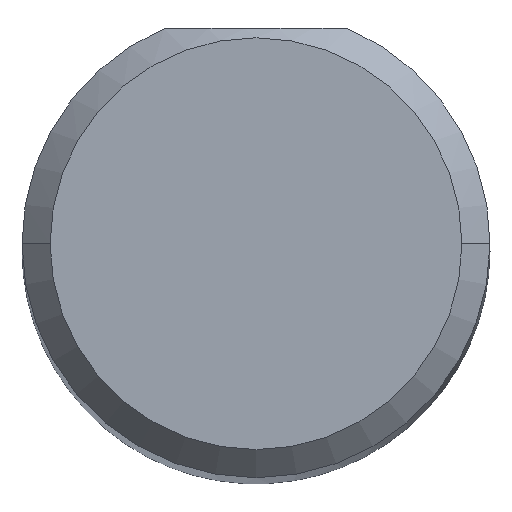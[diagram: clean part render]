
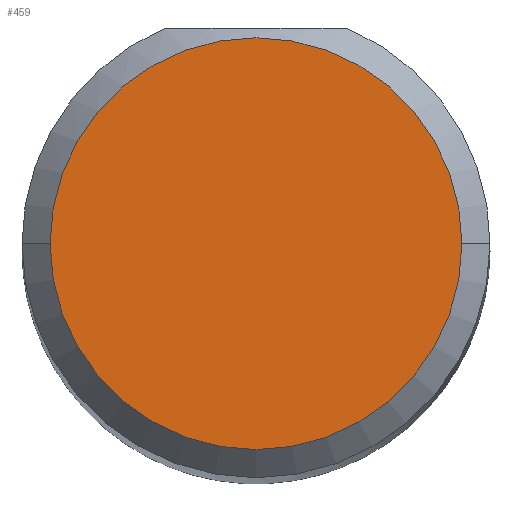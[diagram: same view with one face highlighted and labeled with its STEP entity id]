
A CAD part, top view. The second image highlights one B-rep face of the part: STEP entity #459.
In plain terms, the highlighted planar face has unit normal (0, 0, 1).
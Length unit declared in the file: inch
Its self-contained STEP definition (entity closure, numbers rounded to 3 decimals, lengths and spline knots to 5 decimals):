
#7 = DIRECTION ( 'NONE',  ( 0., 0., 1. ) ) ;
#30 = ORIENTED_EDGE ( 'NONE', *, *, #624, .T. ) ;
#35 = DIRECTION ( 'NONE',  ( 0., 0., 1. ) ) ;
#43 = EDGE_LOOP ( 'NONE', ( #560, #30 ) ) ;
#69 = CARTESIAN_POINT ( 'NONE',  ( 0.11, 0., 2.5 ) ) ;
#74 = CIRCLE ( 'NONE', #654, 0.11 ) ;
#84 = DIRECTION ( 'NONE',  ( 1., 0., 0. ) ) ;
#104 = DIRECTION ( 'NONE',  ( 0., 0., 1. ) ) ;
#129 = CIRCLE ( 'NONE', #478, 0.11 ) ;
#158 = CARTESIAN_POINT ( 'NONE',  ( 0., 0., 2.5 ) ) ;
#169 = CARTESIAN_POINT ( 'NONE',  ( -0.11, 0., 2.5 ) ) ;
#177 = AXIS2_PLACEMENT_3D ( 'NONE', #237, #35, #84 ) ;
#200 = PLANE ( 'NONE',  #177 ) ;
#213 = EDGE_CURVE ( 'NONE', #351, #270, #74, .T. ) ;
#237 = CARTESIAN_POINT ( 'NONE',  ( 0., 0., 2.5 ) ) ;
#270 = VERTEX_POINT ( 'NONE', #69 ) ;
#351 = VERTEX_POINT ( 'NONE', #169 ) ;
#364 = FACE_OUTER_BOUND ( 'NONE', #43, .T. ) ;
#427 = CARTESIAN_POINT ( 'NONE',  ( 0., 0., 2.5 ) ) ;
#459 = ADVANCED_FACE ( 'NONE', ( #364 ), #200, .T. ) ;
#478 = AXIS2_PLACEMENT_3D ( 'NONE', #158, #7, #518 ) ;
#518 = DIRECTION ( 'NONE',  ( 1., 0., 0. ) ) ;
#560 = ORIENTED_EDGE ( 'NONE', *, *, #213, .T. ) ;
#624 = EDGE_CURVE ( 'NONE', #270, #351, #129, .T. ) ;
#628 = DIRECTION ( 'NONE',  ( 1., 0., 0. ) ) ;
#654 = AXIS2_PLACEMENT_3D ( 'NONE', #427, #104, #628 ) ;
